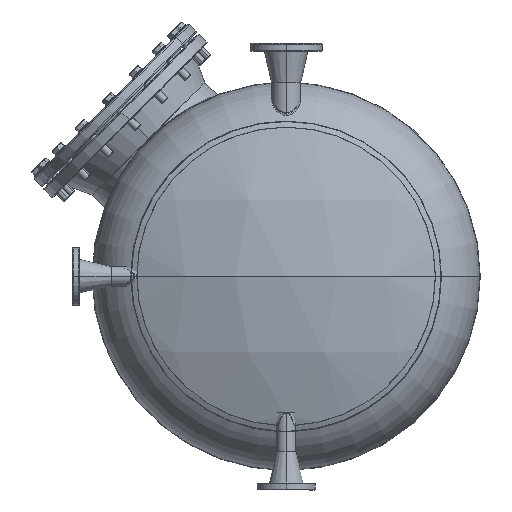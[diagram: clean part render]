
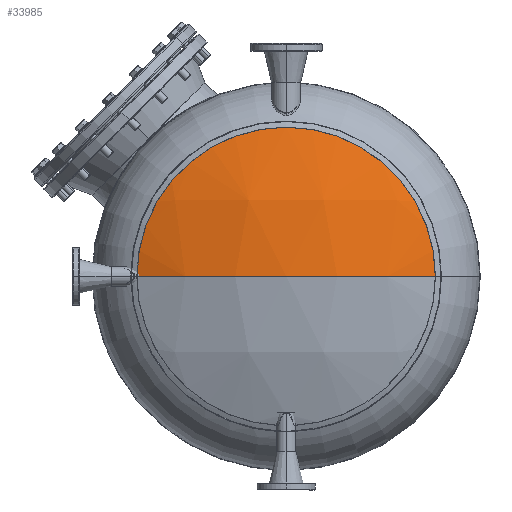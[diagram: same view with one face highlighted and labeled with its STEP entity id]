
A CAD part, front view. The second image highlights one B-rep face of the part: STEP entity #33985.
In plain terms, the highlighted spherical face has radius 1000 mm.
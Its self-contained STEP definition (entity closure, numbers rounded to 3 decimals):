
#101 = VERTEX_POINT ( 'NONE', #7755 ) ;
#130 = CARTESIAN_POINT ( 'NONE',  ( -480.838, -741.123, 29.066 ) ) ;
#232 = CIRCLE ( 'NONE', #41150, 384.615 ) ;
#486 = DIRECTION ( 'NONE',  ( 1., 0., 0. ) ) ;
#965 = DIRECTION ( 'NONE',  ( 0., 0., 1. ) ) ;
#1370 = CARTESIAN_POINT ( 'NONE',  ( -96.222, 181.954, 29.066 ) ) ;
#2017 = CARTESIAN_POINT ( 'NONE',  ( -96.222, 181.954, 29.066 ) ) ;
#2399 = AXIS2_PLACEMENT_3D ( 'NONE', #2017, #16680, #38296 ) ;
#3242 = CIRCLE ( 'NONE', #27990, 1000. ) ;
#4691 = DIRECTION ( 'NONE',  ( 0., 0., 1. ) ) ;
#7755 = CARTESIAN_POINT ( 'NONE',  ( -96.222, -818.046, 29.066 ) ) ;
#14965 = EDGE_CURVE ( 'NONE', #22333, #47500, #232, .T. ) ;
#15307 = DIRECTION ( 'NONE',  ( -1., 0., 0. ) ) ;
#16680 = DIRECTION ( 'NONE',  ( 0., 0., -1. ) ) ;
#22333 = VERTEX_POINT ( 'NONE', #130 ) ;
#22727 = EDGE_CURVE ( 'NONE', #101, #47500, #3242, .T. ) ;
#27990 = AXIS2_PLACEMENT_3D ( 'NONE', #30403, #965, #486 ) ;
#30318 = FACE_OUTER_BOUND ( 'NONE', #34433, .T. ) ;
#30403 = CARTESIAN_POINT ( 'NONE',  ( -96.222, 181.954, 29.066 ) ) ;
#33985 = ADVANCED_FACE ( 'NONE', ( #30318 ), #37601, .T. ) ;
#34433 = EDGE_LOOP ( 'NONE', ( #34564, #43632, #35726 ) ) ;
#34564 = ORIENTED_EDGE ( 'NONE', *, *, #37951, .F. ) ;
#34871 = CARTESIAN_POINT ( 'NONE',  ( -96.222, -741.123, 29.066 ) ) ;
#35726 = ORIENTED_EDGE ( 'NONE', *, *, #14965, .F. ) ;
#37601 = SPHERICAL_SURFACE ( 'NONE', #45653, 1000. ) ;
#37951 = EDGE_CURVE ( 'NONE', #101, #22333, #41806, .T. ) ;
#38285 = DIRECTION ( 'NONE',  ( -1., 0., 0. ) ) ;
#38296 = DIRECTION ( 'NONE',  ( -1., 0., 0. ) ) ;
#41150 = AXIS2_PLACEMENT_3D ( 'NONE', #34871, #45524, #38285 ) ;
#41431 = CARTESIAN_POINT ( 'NONE',  ( 288.393, -741.123, 29.066 ) ) ;
#41806 = CIRCLE ( 'NONE', #2399, 1000. ) ;
#43632 = ORIENTED_EDGE ( 'NONE', *, *, #22727, .T. ) ;
#45524 = DIRECTION ( 'NONE',  ( 0., 1., 0. ) ) ;
#45653 = AXIS2_PLACEMENT_3D ( 'NONE', #1370, #4691, #15307 ) ;
#47500 = VERTEX_POINT ( 'NONE', #41431 ) ;
